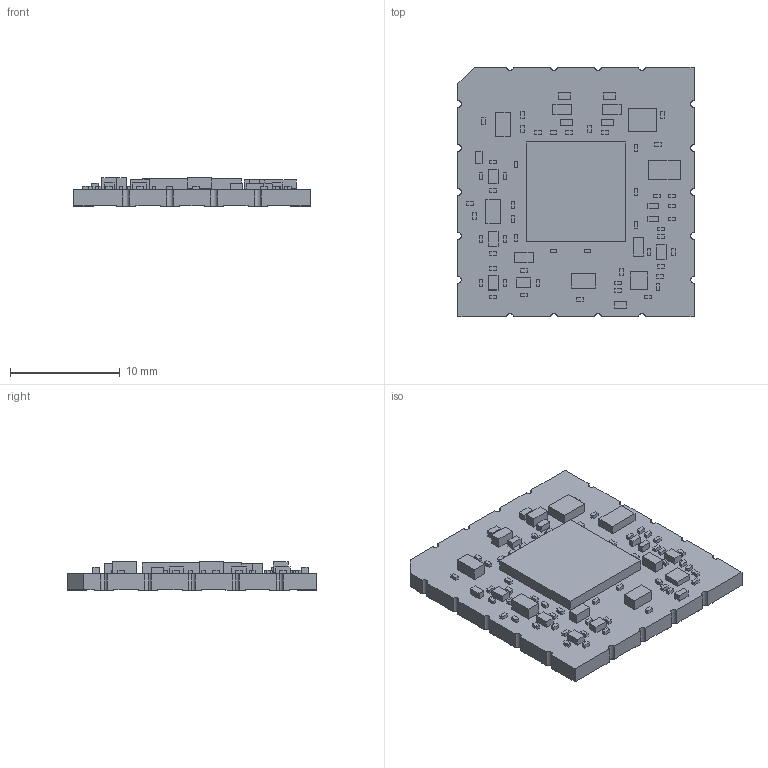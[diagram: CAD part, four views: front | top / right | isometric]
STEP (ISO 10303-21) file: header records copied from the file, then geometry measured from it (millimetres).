
FILE_DESCRIPTION(('STEP AP214'),'1');
FILE_NAME('JTAG-SMT3-NC.stp','2023-01-17T09:55:54',(' '),(' '),'Spatial InterOp 3D',' ',' ');
FILE_SCHEMA(('AUTOMOTIVE_DESIGN { 1 0 10303 214 1 1 1 1 }'));
Length unit declared in the file: metre
Products named in the file (168): 1050309112; Extruded; IC1; JTAG-SMT3; 1050309928; Extruded-0; C1; 1050309384; Extruded-1; C2; 1050308976; Extruded-2; C3; C4; C5; 1050310064; Extruded-3; C6; C7; C8; C9; C10; C11; C12; C13; C14; 1050310200; Extruded-4; C15; C16; C17; C18; C19; C20; C21; C22; C23; C24; C25; C26 ...
Assembly tree (227 placements, depth 5):
  JTAG-SMT3-NC
    JTAG-SMT3
      IC1
        1050309112
          Extruded
      C1
        1050309928
          Extruded-0
      C2
        1050309384
          Extruded-1
      C3
        1050308976
          Extruded-2
      C4
        1050308976
          Extruded-2
      C5
        1050308976
          Extruded-2
      C6
        1050310064
          Extruded-3
      C7
        1050309928
          Extruded-0
      C8
        1050309384
          Extruded-1
      C9
        1050308976
          Extruded-2
      C10
        1050310064
          Extruded-3
      C11
        1050310064
          Extruded-3
      C12
        1050308976
          Extruded-2
      C13
        1050310064
          Extruded-3
      C14
        1050310064
          Extruded-3
      C15
        1050310200
          Extruded-4
      C16
        1050308976
          Extruded-2
      C17
        1050310064
          Extruded-3
      C18
        1050308976
          Extruded-2
      C19
Bounding box: 21.5 x 22.75 x 2.61 mm (x, y, z)
Volume: 831.7 mm3; surface area: 1538.9 mm2
Topology: 76 solids, 76 shells, 575 faces, 1269 edges, 846 vertices
Faces by surface type: plane 547, cylinder 28
Entity records: 12133 total; most frequent: DIRECTION 1793, CARTESIAN_POINT 1509, ORIENTED_EDGE 1098, AXIS2_PLACEMENT_3D 650, EDGE_CURVE 549, LINE 493, VECTOR 493, PRODUCT_DEFINITION_SHAPE 395
